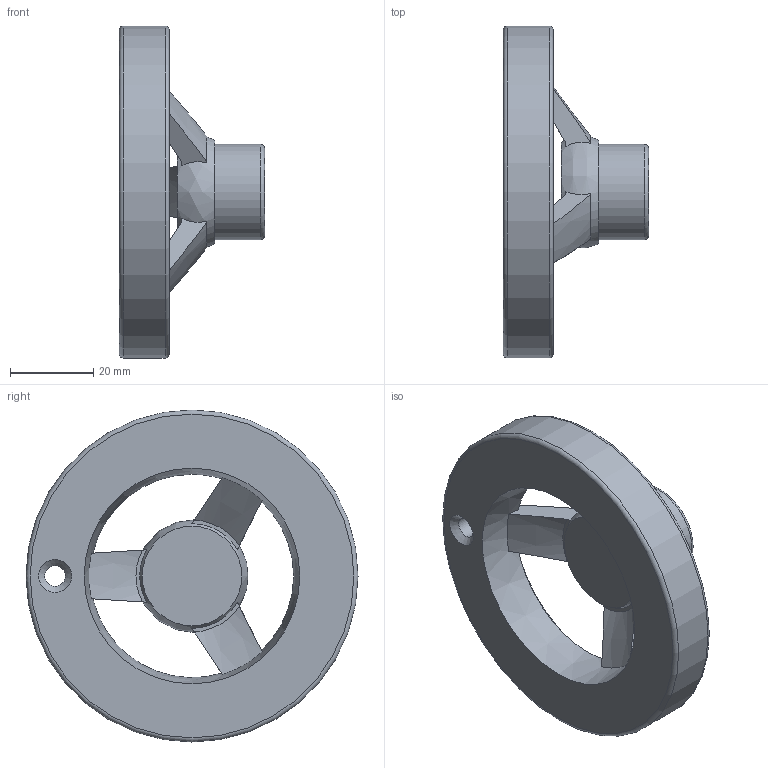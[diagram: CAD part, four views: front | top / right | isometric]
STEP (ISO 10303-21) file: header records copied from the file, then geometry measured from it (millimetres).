
FILE_DESCRIPTION(/* description */ (''),/* implementation_level */ '2;1');
FILE_NAME(/* name */ 'K_80N.dxf',/* time_stamp */ '2012-11-23T15:48:52+08:00',/* author */ (''),/* organization */ (''),/* preprocessor_version */ 'ST-DEVELOPER v9',/* originating_system */ 'UGS - NX 4.0',/* authorisation */ '');
FILE_SCHEMA (('CONFIG_CONTROL_DESIGN'));
Length unit declared in the file: millimetre
Products named in the file (1): Admi008Bxkd5
Bounding box: 35 x 80 x 80 mm (x, y, z)
Volume: 45573.1 mm3; surface area: 14440.1 mm2
Topology: 1 solids, 1 shells, 41 faces, 112 edges, 72 vertices
Faces by surface type: plane 18, cone 11, bspline 5, torus 4, cylinder 3
Full cylindrical faces by diameter (mm): 5 x1, 23 x1, 80 x1
Entity records: 1612 total; most frequent: CARTESIAN_POINT 609, ORIENTED_EDGE 194, DIRECTION 170, EDGE_CURVE 97, AXIS2_PLACEMENT_3D 78, VERTEX_POINT 68, EDGE_LOOP 59, B_SPLINE_CURVE_WITH_KNOTS 42
